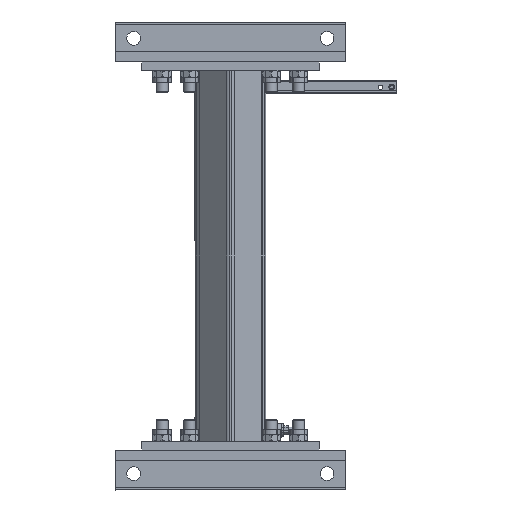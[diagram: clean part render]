
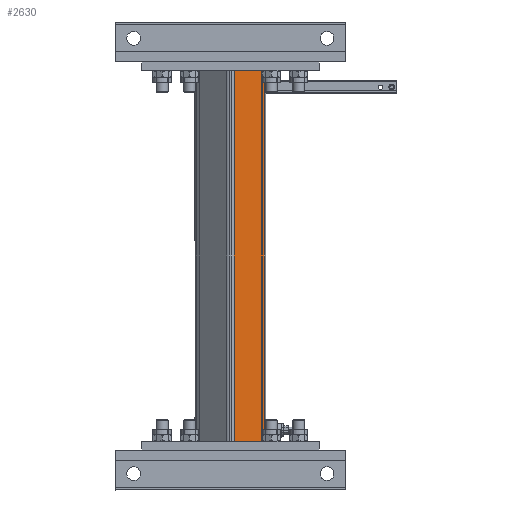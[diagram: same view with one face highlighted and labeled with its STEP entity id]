
A CAD part, left-side view. The second image highlights one B-rep face of the part: STEP entity #2630.
In plain terms, the highlighted planar face has unit normal (-0.707, -0.707, 0).
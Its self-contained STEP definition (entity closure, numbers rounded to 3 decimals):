
#2630=ADVANCED_FACE('',(#5607),#5608,.T.);
#5607=FACE_OUTER_BOUND('',#9461,.T.);
#5608=PLANE('',#9462);
#9461=EDGE_LOOP('',(#15628,#15629,#15630,#15631));
#9462=AXIS2_PLACEMENT_3D('',#15632,#15633,#15634);
#15628=ORIENTED_EDGE('',*,*,#22559,.T.);
#15629=ORIENTED_EDGE('',*,*,#22882,.F.);
#15630=ORIENTED_EDGE('',*,*,#22686,.T.);
#15631=ORIENTED_EDGE('',*,*,#22883,.T.);
#15632=CARTESIAN_POINT('',(-173.902,-595.735,2164.633));
#15633=DIRECTION('',(-0.707,-0.707,0.));
#15634=DIRECTION('',(0.707,-0.707,0.));
#22559=EDGE_CURVE('',#27222,#27227,#27229,.T.);
#22686=EDGE_CURVE('',#27407,#27405,#27408,.T.);
#22882=EDGE_CURVE('',#27407,#27227,#27678,.T.);
#22883=EDGE_CURVE('',#27405,#27222,#27679,.T.);
#27222=VERTEX_POINT('',#37216);
#27227=VERTEX_POINT('',#37222);
#27229=LINE('',#37224,#37225);
#27405=VERTEX_POINT('',#37676);
#27407=VERTEX_POINT('',#37678);
#27408=LINE('',#37679,#37680);
#27678=LINE('',#38422,#38423);
#27679=LINE('',#38424,#38425);
#37216=CARTESIAN_POINT('',(-139.961,-629.676,2999.633));
#37222=CARTESIAN_POINT('',(-207.843,-561.794,2999.633));
#37224=CARTESIAN_POINT('',(-207.843,-561.794,2999.633));
#37225=VECTOR('',#44172,10.);
#37676=CARTESIAN_POINT('',(-139.961,-629.676,2164.633));
#37678=CARTESIAN_POINT('',(-207.843,-561.794,2164.633));
#37679=CARTESIAN_POINT('',(-207.843,-561.794,2164.633));
#37680=VECTOR('',#44345,10.);
#38422=CARTESIAN_POINT('',(-207.843,-561.794,2164.633));
#38423=VECTOR('',#44535,10.);
#38424=CARTESIAN_POINT('',(-139.961,-629.676,2164.633));
#38425=VECTOR('',#44536,10.);
#44172=DIRECTION('',(-0.707,0.707,0.));
#44345=DIRECTION('',(0.707,-0.707,0.));
#44535=DIRECTION('',(0.,0.,1.));
#44536=DIRECTION('',(0.,0.,1.));
